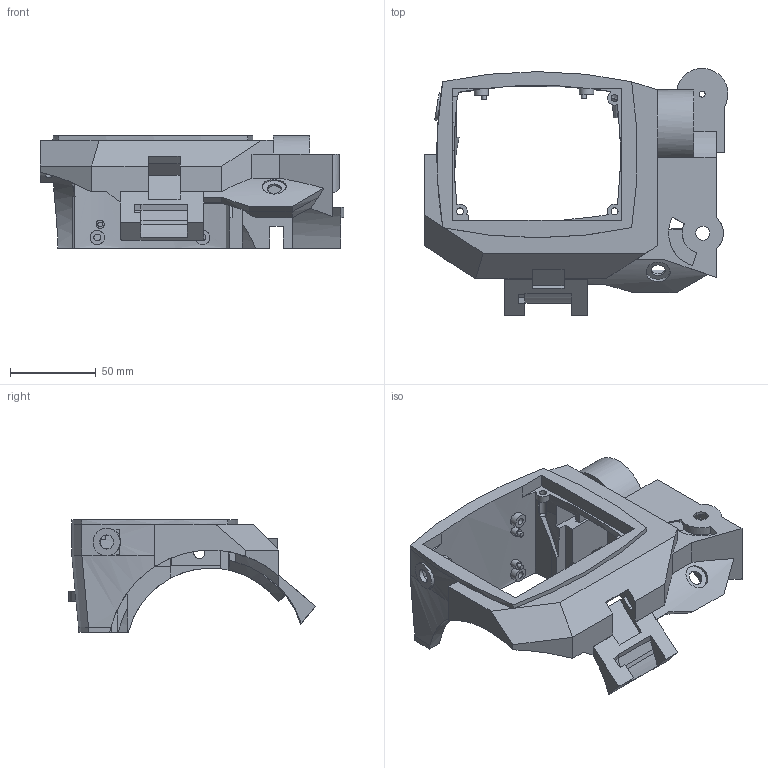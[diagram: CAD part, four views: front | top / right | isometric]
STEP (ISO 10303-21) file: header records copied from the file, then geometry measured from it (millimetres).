
FILE_DESCRIPTION(/* description */ ('STEP AP242','CAx-IF Rec.Pracs.---Representation and Presentation of Product Manufacturing Information (PMI)---4.0---2014-10-13','CAx-IF Rec.Pracs.---3D Tessellated Geometry---0.4---2014-09-14','2;1'),/* implementation_level */ '2;1');
FILE_NAME(/* name */ 'Part Studio 1 - Electronic Housing',/* time_stamp */ '2025-07-18T20:34:47Z',/* author */ (''),/* organization */ (''),/* preprocessor_version */ 'ST-DEVELOPER v20',/* originating_system */ 'ONSHAPE BY PTC INC, 1.201',/* authorisation */ ' ');
FILE_SCHEMA (('AP242_MANAGED_MODEL_BASED_3D_ENGINEERING_MIM_LF { 1 0 10303 442 1 1 4 }'));
Length unit declared in the file: metre
Products named in the file (1): Electronic Housing
Bounding box: 176.92 x 143.93 x 65.72 mm (x, y, z)
Volume: 255488.2 mm3; surface area: 77573.9 mm2
Topology: 1 solids, 1 shells, 253 faces, 709 edges, 468 vertices
Faces by surface type: plane 164, cylinder 71, bspline 9, cone 9
Full cylindrical faces by diameter (mm): 2.75 x4, 3.4 x1, 4 x13, 4.75 x4, 6.5 x1, 8.2 x3, 8.3 x5, 14 x1, 16 x1
Entity records: 8128 total; most frequent: CARTESIAN_POINT 1821, ORIENTED_EDGE 1296, DIRECTION 1235, EDGE_CURVE 648, VERTEX_POINT 452, LINE 421, VECTOR 421, AXIS2_PLACEMENT_3D 407
